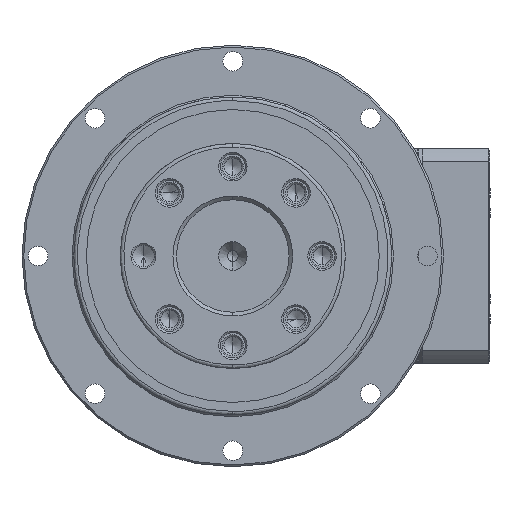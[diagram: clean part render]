
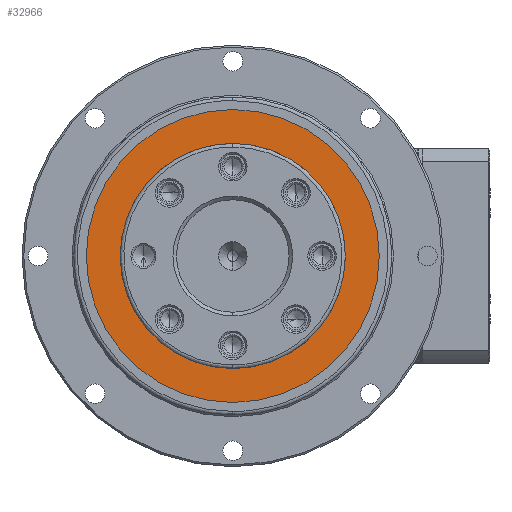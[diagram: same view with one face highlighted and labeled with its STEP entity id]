
A CAD part, left-side view. The second image highlights one B-rep face of the part: STEP entity #32966.
In plain terms, the highlighted face is planar.
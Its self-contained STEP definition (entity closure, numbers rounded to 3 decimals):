
#81 = ORIENTED_EDGE ( 'NONE', *, *, #28213, .T. ) ;
#101 = DIRECTION ( 'NONE',  ( 0., 0., -1. ) ) ;
#384 = EDGE_CURVE ( 'NONE', #3019, #21013, #13108, .T. ) ;
#656 = FACE_OUTER_BOUND ( 'NONE', #16964, .T. ) ;
#1167 = DIRECTION ( 'NONE',  ( 0., 0., -1. ) ) ;
#2085 = DIRECTION ( 'NONE',  ( 0., 0., -1. ) ) ;
#2247 = CIRCLE ( 'NONE', #4088, 31.5 ) ;
#3019 = VERTEX_POINT ( 'NONE', #15768 ) ;
#4028 = ORIENTED_EDGE ( 'NONE', *, *, #384, .T. ) ;
#4088 = AXIS2_PLACEMENT_3D ( 'NONE', #32558, #16788, #1167 ) ;
#6092 = CARTESIAN_POINT ( 'NONE',  ( -50.51, 0., 41. ) ) ;
#6639 = VERTEX_POINT ( 'NONE', #12553 ) ;
#8702 = AXIS2_PLACEMENT_3D ( 'NONE', #26205, #10546, #28886 ) ;
#8787 = AXIS2_PLACEMENT_3D ( 'NONE', #14990, #14922, #14869 ) ;
#9260 = ORIENTED_EDGE ( 'NONE', *, *, #17539, .T. ) ;
#10546 = DIRECTION ( 'NONE',  ( 1., 0., 0. ) ) ;
#12553 = CARTESIAN_POINT ( 'NONE',  ( -50.51, 0., -31.5 ) ) ;
#13108 = CIRCLE ( 'NONE', #8787, 41. ) ;
#14869 = DIRECTION ( 'NONE',  ( 0., 0., 1. ) ) ;
#14922 = DIRECTION ( 'NONE',  ( 1., 0., 0. ) ) ;
#14990 = CARTESIAN_POINT ( 'NONE',  ( -50.51, 0., 0. ) ) ;
#15718 = DIRECTION ( 'NONE',  ( 1., 0., 0. ) ) ;
#15768 = CARTESIAN_POINT ( 'NONE',  ( -50.51, 0., -41. ) ) ;
#16788 = DIRECTION ( 'NONE',  ( -1., 0., 0. ) ) ;
#16964 = EDGE_LOOP ( 'NONE', ( #9260, #4028 ) ) ;
#17441 = AXIS2_PLACEMENT_3D ( 'NONE', #31516, #15718, #101 ) ;
#17539 = EDGE_CURVE ( 'NONE', #21013, #3019, #31085, .T. ) ;
#17713 = DIRECTION ( 'NONE',  ( -1., 0., 0. ) ) ;
#18120 = PLANE ( 'NONE',  #17441 ) ;
#19809 = EDGE_LOOP ( 'NONE', ( #81, #29966 ) ) ;
#21013 = VERTEX_POINT ( 'NONE', #6092 ) ;
#21079 = CARTESIAN_POINT ( 'NONE',  ( -50.51, 0., 31.5 ) ) ;
#21132 = AXIS2_PLACEMENT_3D ( 'NONE', #33463, #17713, #2085 ) ;
#22156 = EDGE_CURVE ( 'NONE', #22814, #6639, #26731, .T. ) ;
#22814 = VERTEX_POINT ( 'NONE', #21079 ) ;
#26205 = CARTESIAN_POINT ( 'NONE',  ( -50.51, 0., 0. ) ) ;
#26731 = CIRCLE ( 'NONE', #21132, 31.5 ) ;
#27678 = FACE_BOUND ( 'NONE', #19809, .T. ) ;
#28213 = EDGE_CURVE ( 'NONE', #6639, #22814, #2247, .T. ) ;
#28886 = DIRECTION ( 'NONE',  ( 0., 0., 1. ) ) ;
#29966 = ORIENTED_EDGE ( 'NONE', *, *, #22156, .T. ) ;
#31085 = CIRCLE ( 'NONE', #8702, 41. ) ;
#31516 = CARTESIAN_POINT ( 'NONE',  ( -50.51, 0., 0. ) ) ;
#32558 = CARTESIAN_POINT ( 'NONE',  ( -50.51, 0., 0. ) ) ;
#32966 = ADVANCED_FACE ( 'NONE', ( #656, #27678 ), #18120, .T. ) ;
#33463 = CARTESIAN_POINT ( 'NONE',  ( -50.51, 0., 0. ) ) ;
